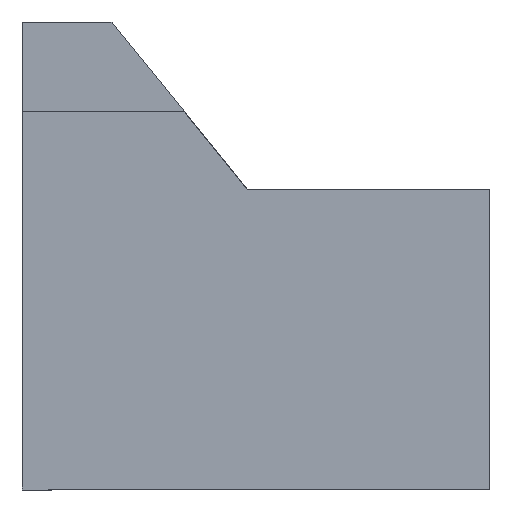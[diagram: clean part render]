
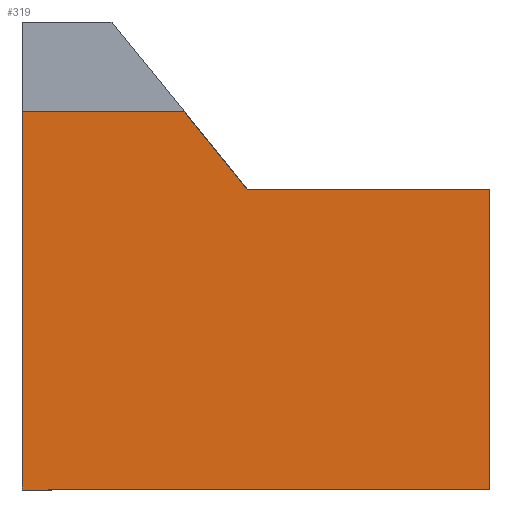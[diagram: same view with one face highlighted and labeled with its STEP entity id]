
A CAD part, left-side view. The second image highlights one B-rep face of the part: STEP entity #319.
In plain terms, the highlighted free-form (B-spline) face has degree [1, 1] with [2, 2] control points.
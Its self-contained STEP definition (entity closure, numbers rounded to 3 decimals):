
#58 = VERTEX_POINT('',#59);
#59 = CARTESIAN_POINT('',(-38.767,0.,
    30.721));
#94 = VERTEX_POINT('',#95);
#95 = CARTESIAN_POINT('',(-38.767,0.,
    0.));
#100 = EDGE_CURVE('',#58,#94,#101,.T.);
#101 = B_SPLINE_CURVE_WITH_KNOTS('',1,(#102,#103),.UNSPECIFIED.,.F.,.F.,
  (2,2),(5.,26.),.PIECEWISE_BEZIER_KNOTS.);
#102 = CARTESIAN_POINT('',(-38.767,0.,
    30.721));
#103 = CARTESIAN_POINT('',(-38.767,0.,
    0.));
#165 = EDGE_CURVE('',#166,#168,#170,.T.);
#166 = VERTEX_POINT('',#167);
#167 = CARTESIAN_POINT('',(-38.767,-18.303,
    24.431));
#168 = VERTEX_POINT('',#169);
#169 = CARTESIAN_POINT('',(-38.767,-13.222,
    30.721));
#170 = B_SPLINE_CURVE_WITH_KNOTS('',1,(#171,#172),.UNSPECIFIED.,.F.,.F.,
  (2,2),(21.467,26.994),.PIECEWISE_BEZIER_KNOTS.);
#171 = CARTESIAN_POINT('',(-38.767,-18.303,
    24.431));
#172 = CARTESIAN_POINT('',(-38.767,-13.222,
    30.721));
#304 = EDGE_CURVE('',#58,#168,#305,.T.);
#305 = B_SPLINE_CURVE_WITH_KNOTS('',1,(#306,#307),.UNSPECIFIED.,.F.,.F.,
  (2,2),(0.,9.038),.PIECEWISE_BEZIER_KNOTS.);
#306 = CARTESIAN_POINT('',(-38.767,0.,
    30.721));
#307 = CARTESIAN_POINT('',(-38.767,-13.222,
    30.721));
#319 = ADVANCED_FACE('',(#320),#344,.T.);
#320 = FACE_BOUND('',#321,.T.);
#321 = EDGE_LOOP('',(#322,#323,#330,#337,#342,#343));
#322 = ORIENTED_EDGE('',*,*,#100,.T.);
#323 = ORIENTED_EDGE('',*,*,#324,.T.);
#324 = EDGE_CURVE('',#94,#325,#327,.T.);
#325 = VERTEX_POINT('',#326);
#326 = CARTESIAN_POINT('',(-38.767,-38.036,
    0.));
#327 = B_SPLINE_CURVE_WITH_KNOTS('',1,(#328,#329),.UNSPECIFIED.,.F.,.F.,
  (2,2),(0.,26.),.PIECEWISE_BEZIER_KNOTS.);
#328 = CARTESIAN_POINT('',(-38.767,0.,
    0.));
#329 = CARTESIAN_POINT('',(-38.767,-38.036,
    0.));
#330 = ORIENTED_EDGE('',*,*,#331,.F.);
#331 = EDGE_CURVE('',#332,#325,#334,.T.);
#332 = VERTEX_POINT('',#333);
#333 = CARTESIAN_POINT('',(-38.767,-38.036,
    24.431));
#334 = B_SPLINE_CURVE_WITH_KNOTS('',1,(#335,#336),.UNSPECIFIED.,.F.,.F.,
  (2,2),(0.,16.7),.PIECEWISE_BEZIER_KNOTS.);
#335 = CARTESIAN_POINT('',(-38.767,-38.036,
    24.431));
#336 = CARTESIAN_POINT('',(-38.767,-38.036,
    0.));
#337 = ORIENTED_EDGE('',*,*,#338,.F.);
#338 = EDGE_CURVE('',#166,#332,#339,.T.);
#339 = B_SPLINE_CURVE_WITH_KNOTS('',1,(#340,#341),.UNSPECIFIED.,.F.,.F.,
  (2,2),(12.512,26.),.PIECEWISE_BEZIER_KNOTS.);
#340 = CARTESIAN_POINT('',(-38.767,-18.303,
    24.431));
#341 = CARTESIAN_POINT('',(-38.767,-38.036,24.431
    ));
#342 = ORIENTED_EDGE('',*,*,#165,.T.);
#343 = ORIENTED_EDGE('',*,*,#304,.F.);
#344 = B_SPLINE_SURFACE_WITH_KNOTS('',1,1,(
    (#345,#346)
    ,(#347,#348
    )),.UNSPECIFIED.,.F.,.F.,.F.,(2,2),(2,2),(-11.418,
    9.582),(-12.341,13.659),
  .PIECEWISE_BEZIER_KNOTS.);
#345 = CARTESIAN_POINT('',(-38.767,0.,
    30.721));
#346 = CARTESIAN_POINT('',(-38.767,-38.036,
    30.721));
#347 = CARTESIAN_POINT('',(-38.767,0.,
    0.));
#348 = CARTESIAN_POINT('',(-38.767,-38.036,
    0.));
